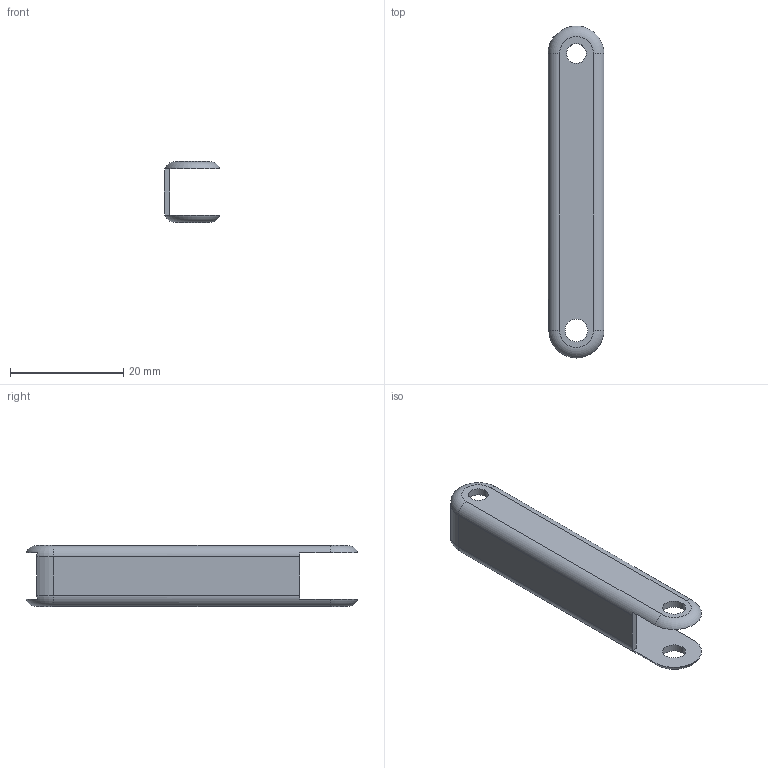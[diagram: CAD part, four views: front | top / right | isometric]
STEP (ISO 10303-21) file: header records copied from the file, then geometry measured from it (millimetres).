
FILE_DESCRIPTION (( 'STEP AP203' ), '1' );
FILE_NAME ('bielle 1_Défaut_sldprt.STEP', '2017-12-12T20:33:21', ( '' ), ( '' ), 'SwSTEP 2.0', 'SolidWorks 2016', '' );
FILE_SCHEMA (( 'CONFIG_CONTROL_DESIGN' ));
Length unit declared in the file: millimetre
Products named in the file (1): bielle 1_Défaut_sldprt
Bounding box: 9.87 x 58.74 x 10.8 mm (x, y, z)
Volume: 1581.8 mm3; surface area: 3016.3 mm2
Topology: 1 solids, 1 shells, 24 faces, 64 edges, 42 vertices
Faces by surface type: cylinder 13, plane 7, torus 4
Entity records: 867 total; most frequent: DIRECTION 148, CARTESIAN_POINT 141, ORIENTED_EDGE 128, EDGE_CURVE 64, AXIS2_PLACEMENT_3D 61, VERTEX_POINT 42, CIRCLE 36, EDGE_LOOP 32
